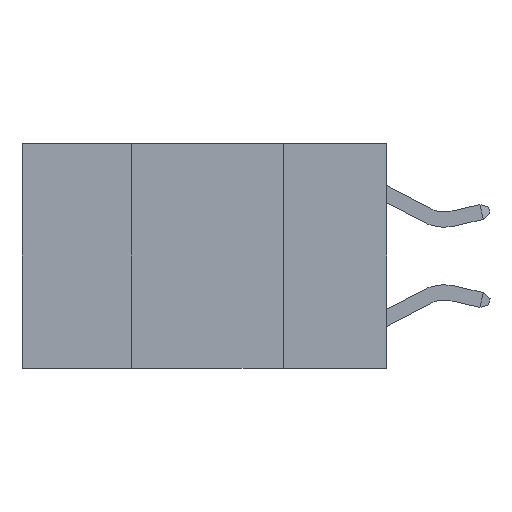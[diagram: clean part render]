
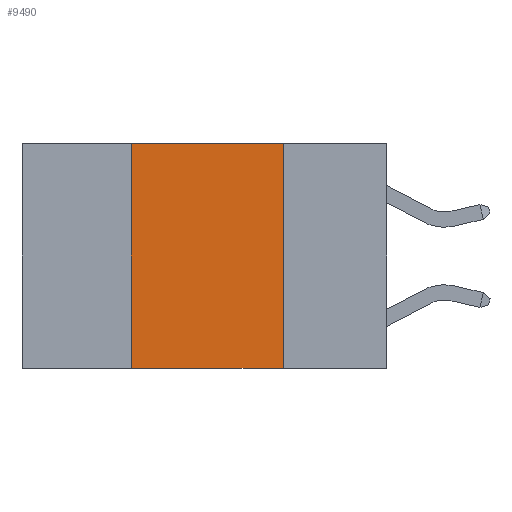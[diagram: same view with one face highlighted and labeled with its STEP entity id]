
A CAD part, left-side view. The second image highlights one B-rep face of the part: STEP entity #9490.
In plain terms, the highlighted planar face has unit normal (-1, 0, 0).
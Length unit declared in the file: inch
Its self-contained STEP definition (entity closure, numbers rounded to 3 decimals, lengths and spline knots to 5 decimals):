
#5 = CARTESIAN_POINT ( 'NONE',  ( 0., 0.6, -0.37 ) ) ;
#140 = CARTESIAN_POINT ( 'NONE',  ( 0., 0.42, 0. ) ) ;
#145 = DIRECTION ( 'NONE',  ( 1., 0., 0. ) ) ;
#458 = LINE ( 'NONE', #4061, #6365 ) ;
#951 = EDGE_CURVE ( 'NONE', #3663, #2317, #458, .T. ) ;
#1369 = VERTEX_POINT ( 'NONE', #4309 ) ;
#1610 = CARTESIAN_POINT ( 'NONE',  ( 0., 0.17, -0.37 ) ) ;
#2317 = VERTEX_POINT ( 'NONE', #1610 ) ;
#2470 = FACE_OUTER_BOUND ( 'NONE', #9958, .T. ) ;
#2500 = EDGE_CURVE ( 'NONE', #1369, #2317, #6396, .T. ) ;
#2746 = PLANE ( 'NONE',  #8311 ) ;
#3663 = VERTEX_POINT ( 'NONE', #8851 ) ;
#3916 = DIRECTION ( 'NONE',  ( 0., 0., -1. ) ) ;
#4061 = CARTESIAN_POINT ( 'NONE',  ( 0., 0.17, 0. ) ) ;
#4309 = CARTESIAN_POINT ( 'NONE',  ( 0., 0.42, -0.37 ) ) ;
#4513 = DIRECTION ( 'NONE',  ( 0., -1., 0. ) ) ;
#4717 = VERTEX_POINT ( 'NONE', #140 ) ;
#5828 = CARTESIAN_POINT ( 'NONE',  ( 0., 0.42, 0. ) ) ;
#5872 = ORIENTED_EDGE ( 'NONE', *, *, #951, .F. ) ;
#6084 = DIRECTION ( 'NONE',  ( 0., 0., -1. ) ) ;
#6145 = ORIENTED_EDGE ( 'NONE', *, *, #8683, .F. ) ;
#6365 = VECTOR ( 'NONE', #3916, 39.37008 ) ;
#6396 = LINE ( 'NONE', #5, #10558 ) ;
#7001 = LINE ( 'NONE', #8653, #8922 ) ;
#7510 = DIRECTION ( 'NONE',  ( 0., 0., 1. ) ) ;
#7721 = CARTESIAN_POINT ( 'NONE',  ( 0., 0.6, 0. ) ) ;
#7826 = VECTOR ( 'NONE', #7510, 39.37008 ) ;
#8086 = ORIENTED_EDGE ( 'NONE', *, *, #10641, .F. ) ;
#8311 = AXIS2_PLACEMENT_3D ( 'NONE', #7721, #145, #6084 ) ;
#8335 = ORIENTED_EDGE ( 'NONE', *, *, #2500, .T. ) ;
#8653 = CARTESIAN_POINT ( 'NONE',  ( 0., 0.6, 0. ) ) ;
#8683 = EDGE_CURVE ( 'NONE', #1369, #4717, #9742, .T. ) ;
#8851 = CARTESIAN_POINT ( 'NONE',  ( 0., 0.17, 0. ) ) ;
#8922 = VECTOR ( 'NONE', #4513, 39.37008 ) ;
#9490 = ADVANCED_FACE ( 'NONE', ( #2470 ), #2746, .F. ) ;
#9742 = LINE ( 'NONE', #5828, #7826 ) ;
#9958 = EDGE_LOOP ( 'NONE', ( #5872, #8086, #6145, #8335 ) ) ;
#10474 = DIRECTION ( 'NONE',  ( 0., -1., 0. ) ) ;
#10558 = VECTOR ( 'NONE', #10474, 39.37008 ) ;
#10641 = EDGE_CURVE ( 'NONE', #4717, #3663, #7001, .T. ) ;
